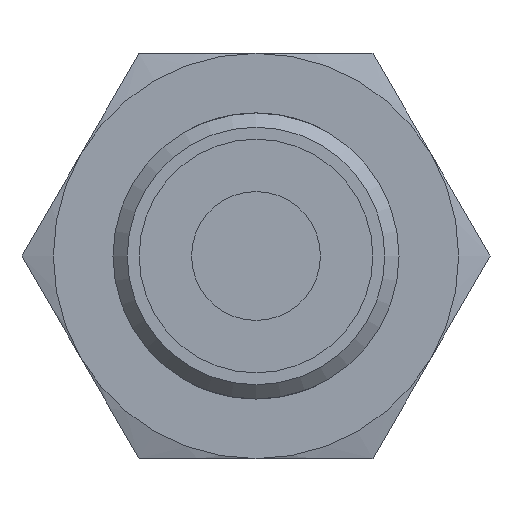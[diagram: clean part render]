
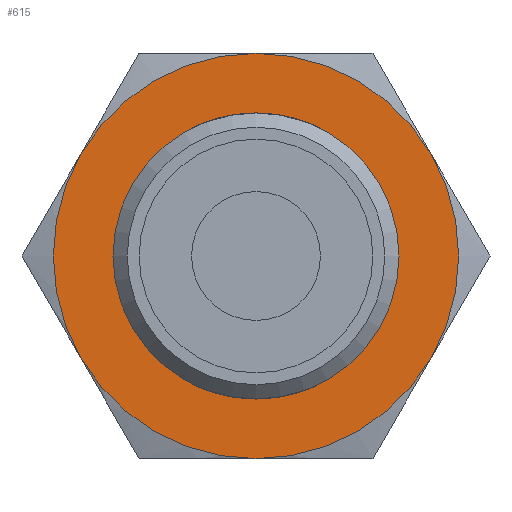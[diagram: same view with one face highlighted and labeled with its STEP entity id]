
A CAD part, left-side view. The second image highlights one B-rep face of the part: STEP entity #615.
In plain terms, the highlighted planar face has unit normal (-1, 0, 0).
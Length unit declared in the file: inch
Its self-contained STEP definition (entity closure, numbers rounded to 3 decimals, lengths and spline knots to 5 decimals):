
#26 = VERTEX_POINT ( 'NONE', #980 ) ;
#194 = AXIS2_PLACEMENT_3D ( 'NONE', #2509, #2043, #1631 ) ;
#200 = AXIS2_PLACEMENT_3D ( 'NONE', #2481, #673, #1118 ) ;
#202 = EDGE_CURVE ( 'NONE', #392, #26, #1636, .T. ) ;
#214 = DIRECTION ( 'NONE',  ( -1., 0., 0. ) ) ;
#315 = EDGE_CURVE ( 'NONE', #26, #471, #2690, .T. ) ;
#345 = EDGE_LOOP ( 'NONE', ( #2233 ) ) ;
#392 = VERTEX_POINT ( 'NONE', #1987 ) ;
#397 = DIRECTION ( 'NONE',  ( 0., 0., 1. ) ) ;
#439 = VERTEX_POINT ( 'NONE', #2878 ) ;
#448 = CARTESIAN_POINT ( 'NONE',  ( 0.98425, -0.28981, 0.16732 ) ) ;
#463 = VERTEX_POINT ( 'NONE', #448 ) ;
#471 = VERTEX_POINT ( 'NONE', #1559 ) ;
#475 = CIRCLE ( 'NONE', #1101, 0.33465 ) ;
#503 = EDGE_CURVE ( 'NONE', #463, #439, #475, .T. ) ;
#534 = DIRECTION ( 'NONE',  ( 0., 0., -1. ) ) ;
#563 = CIRCLE ( 'NONE', #194, 0.23622 ) ;
#615 = ADVANCED_FACE ( 'NONE', ( #1598, #2282 ), #1730, .T. ) ;
#617 = AXIS2_PLACEMENT_3D ( 'NONE', #1379, #1992, #2510 ) ;
#639 = ORIENTED_EDGE ( 'NONE', *, *, #2850, .T. ) ;
#673 = DIRECTION ( 'NONE',  ( -1., 0., 0. ) ) ;
#682 = CARTESIAN_POINT ( 'NONE',  ( 0.98425, 0., 0. ) ) ;
#860 = DIRECTION ( 'NONE',  ( -1., 0., 0. ) ) ;
#903 = DIRECTION ( 'NONE',  ( 0., 0., -1. ) ) ;
#939 = CARTESIAN_POINT ( 'NONE',  ( 0.98425, 0., 0. ) ) ;
#980 = CARTESIAN_POINT ( 'NONE',  ( 0.98425, 0., -0.33465 ) ) ;
#988 = EDGE_CURVE ( 'NONE', #471, #463, #2775, .T. ) ;
#1101 = AXIS2_PLACEMENT_3D ( 'NONE', #1425, #2544, #534 ) ;
#1118 = DIRECTION ( 'NONE',  ( 0., 0., -1. ) ) ;
#1250 = DIRECTION ( 'NONE',  ( -1., 0., 0. ) ) ;
#1270 = CARTESIAN_POINT ( 'NONE',  ( 0.98425, 0.28981, 0.16732 ) ) ;
#1379 = CARTESIAN_POINT ( 'NONE',  ( 0.98425, 0., 0. ) ) ;
#1425 = CARTESIAN_POINT ( 'NONE',  ( 0.98425, 0., 0. ) ) ;
#1451 = ORIENTED_EDGE ( 'NONE', *, *, #315, .T. ) ;
#1494 = DIRECTION ( 'NONE',  ( 0., 0., -1. ) ) ;
#1519 = AXIS2_PLACEMENT_3D ( 'NONE', #939, #2524, #1622 ) ;
#1520 = CARTESIAN_POINT ( 'NONE',  ( 0.98425, 0.16732, 0. ) ) ;
#1559 = CARTESIAN_POINT ( 'NONE',  ( 0.98425, -0.28981, -0.16732 ) ) ;
#1598 = FACE_OUTER_BOUND ( 'NONE', #1693, .T. ) ;
#1622 = DIRECTION ( 'NONE',  ( 0., 0., -1. ) ) ;
#1631 = DIRECTION ( 'NONE',  ( 0., 0., 1. ) ) ;
#1636 = CIRCLE ( 'NONE', #617, 0.33465 ) ;
#1650 = AXIS2_PLACEMENT_3D ( 'NONE', #2114, #1250, #1494 ) ;
#1693 = EDGE_LOOP ( 'NONE', ( #1751, #2301, #639, #1712, #1451, #2287 ) ) ;
#1712 = ORIENTED_EDGE ( 'NONE', *, *, #202, .T. ) ;
#1730 = PLANE ( 'NONE',  #1938 ) ;
#1751 = ORIENTED_EDGE ( 'NONE', *, *, #503, .T. ) ;
#1938 = AXIS2_PLACEMENT_3D ( 'NONE', #1520, #860, #397 ) ;
#1987 = CARTESIAN_POINT ( 'NONE',  ( 0.98425, 0.28981, -0.16732 ) ) ;
#1992 = DIRECTION ( 'NONE',  ( -1., 0., 0. ) ) ;
#2043 = DIRECTION ( 'NONE',  ( 1., 0., 0. ) ) ;
#2114 = CARTESIAN_POINT ( 'NONE',  ( 0.98425, 0., 0. ) ) ;
#2141 = AXIS2_PLACEMENT_3D ( 'NONE', #682, #214, #903 ) ;
#2233 = ORIENTED_EDGE ( 'NONE', *, *, #2338, .T. ) ;
#2282 = FACE_BOUND ( 'NONE', #345, .T. ) ;
#2287 = ORIENTED_EDGE ( 'NONE', *, *, #988, .T. ) ;
#2301 = ORIENTED_EDGE ( 'NONE', *, *, #2577, .T. ) ;
#2338 = EDGE_CURVE ( 'NONE', #2475, #2475, #563, .T. ) ;
#2416 = VERTEX_POINT ( 'NONE', #1270 ) ;
#2465 = CARTESIAN_POINT ( 'NONE',  ( 0.98425, 0., 0.23622 ) ) ;
#2475 = VERTEX_POINT ( 'NONE', #2465 ) ;
#2481 = CARTESIAN_POINT ( 'NONE',  ( 0.98425, 0., 0. ) ) ;
#2509 = CARTESIAN_POINT ( 'NONE',  ( 0.98425, 0., 0. ) ) ;
#2510 = DIRECTION ( 'NONE',  ( 0., 0., -1. ) ) ;
#2516 = CIRCLE ( 'NONE', #2141, 0.33465 ) ;
#2524 = DIRECTION ( 'NONE',  ( -1., 0., 0. ) ) ;
#2544 = DIRECTION ( 'NONE',  ( -1., 0., 0. ) ) ;
#2577 = EDGE_CURVE ( 'NONE', #439, #2416, #2768, .T. ) ;
#2690 = CIRCLE ( 'NONE', #1519, 0.33465 ) ;
#2768 = CIRCLE ( 'NONE', #200, 0.33465 ) ;
#2775 = CIRCLE ( 'NONE', #1650, 0.33465 ) ;
#2850 = EDGE_CURVE ( 'NONE', #2416, #392, #2516, .T. ) ;
#2878 = CARTESIAN_POINT ( 'NONE',  ( 0.98425, 0., 0.33465 ) ) ;
